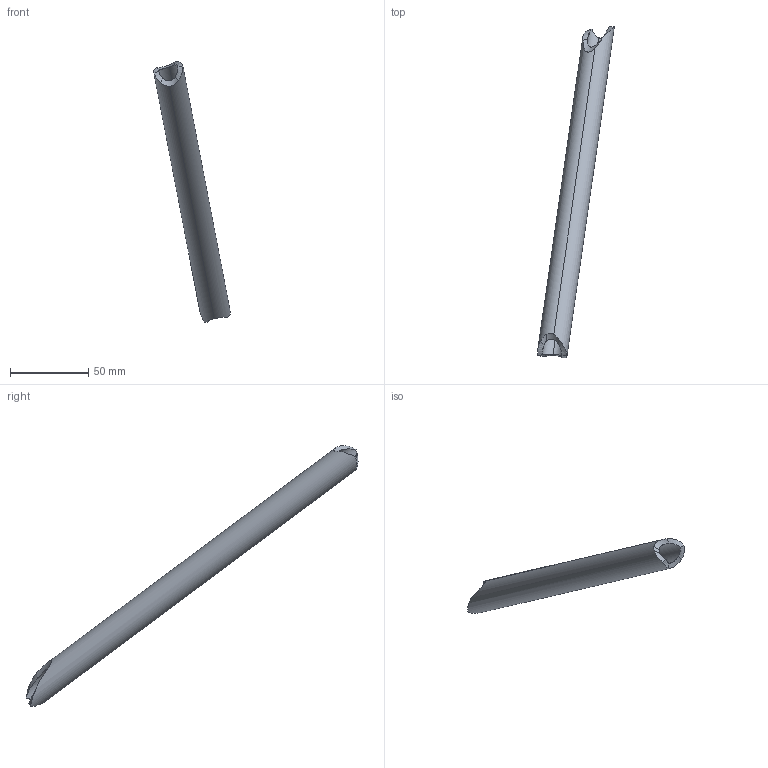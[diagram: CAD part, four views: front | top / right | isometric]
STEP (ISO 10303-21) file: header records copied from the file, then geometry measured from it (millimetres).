
FILE_DESCRIPTION (( 'STEP AP214' ), '1' );
FILE_NAME ('Member 10.STEP', '2025-02-27T19:59:09', ( '' ), ( '' ), 'SwSTEP 2.0', 'SolidWorks 2022', '' );
FILE_SCHEMA (( 'AUTOMOTIVE_DESIGN' ));
Length unit declared in the file: millimetre
Products named in the file (1): Member 10
Bounding box: 48.97 x 211.88 x 166.26 mm (x, y, z)
Volume: 39640.4 mm3; surface area: 25450.1 mm2
Topology: 1 solids, 1 shells, 27 faces, 96 edges, 69 vertices
Faces by surface type: bspline 14, cylinder 12, torus 1
Entity records: 2633 total; most frequent: CARTESIAN_POINT 1974, ORIENTED_EDGE 192, EDGE_CURVE 96, B_SPLINE_CURVE_WITH_KNOTS 77, VERTEX_POINT 69, DIRECTION 41, FACE_OUTER_BOUND 27, ADVANCED_FACE 27
